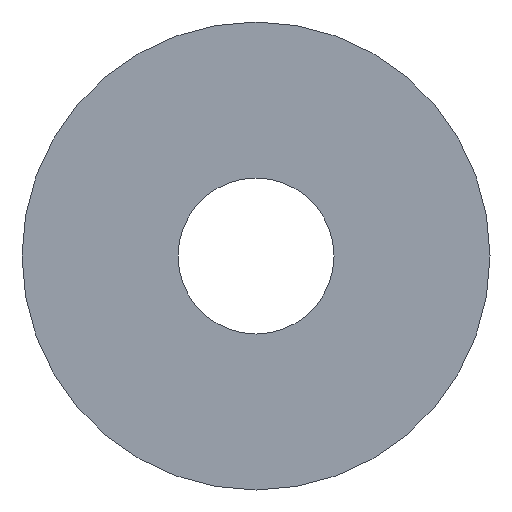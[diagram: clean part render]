
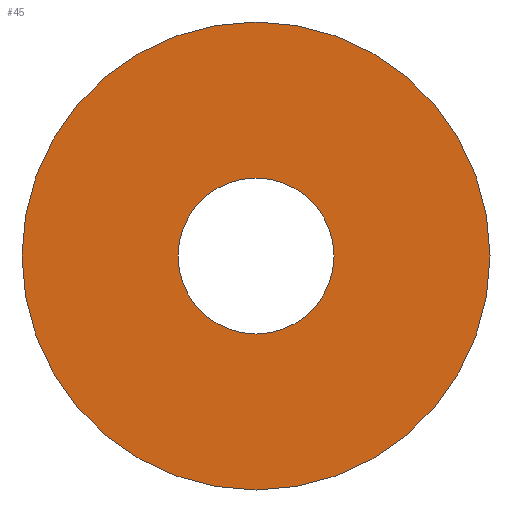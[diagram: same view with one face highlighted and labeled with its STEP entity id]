
A CAD part, front view. The second image highlights one B-rep face of the part: STEP entity #45.
In plain terms, the highlighted planar face has unit normal (0, -1, 0).
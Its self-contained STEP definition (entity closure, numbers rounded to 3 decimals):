
#5 = EDGE_CURVE ( 'NONE', #69, #18, #40, .T. ) ;
#6 = CARTESIAN_POINT ( 'NONE',  ( 0., 0., -6. ) ) ;
#13 = EDGE_LOOP ( 'NONE', ( #187, #65 ) ) ;
#18 = VERTEX_POINT ( 'NONE', #184 ) ;
#20 = DIRECTION ( 'NONE',  ( 0., 1., 0. ) ) ;
#21 = CIRCLE ( 'NONE', #154, 2. ) ;
#28 = CARTESIAN_POINT ( 'NONE',  ( 0., 0., 0. ) ) ;
#30 = DIRECTION ( 'NONE',  ( 0., 1., 0. ) ) ;
#36 = FACE_BOUND ( 'NONE', #13, .T. ) ;
#38 = DIRECTION ( 'NONE',  ( 0., 0., 1. ) ) ;
#40 = CIRCLE ( 'NONE', #112, 2. ) ;
#45 = ADVANCED_FACE ( 'NONE', ( #174, #36 ), #214, .F. ) ;
#51 = ORIENTED_EDGE ( 'NONE', *, *, #151, .F. ) ;
#54 = CARTESIAN_POINT ( 'NONE',  ( 0., 0., 0. ) ) ;
#65 = ORIENTED_EDGE ( 'NONE', *, *, #92, .T. ) ;
#68 = CIRCLE ( 'NONE', #195, 6. ) ;
#69 = VERTEX_POINT ( 'NONE', #72 ) ;
#70 = CIRCLE ( 'NONE', #168, 6. ) ;
#72 = CARTESIAN_POINT ( 'NONE',  ( 0., 0., -2. ) ) ;
#78 = CARTESIAN_POINT ( 'NONE',  ( 0., 0., 0. ) ) ;
#85 = VERTEX_POINT ( 'NONE', #88 ) ;
#88 = CARTESIAN_POINT ( 'NONE',  ( 0., 0., 6. ) ) ;
#92 = EDGE_CURVE ( 'NONE', #18, #69, #21, .T. ) ;
#107 = DIRECTION ( 'NONE',  ( 0., 0., 1. ) ) ;
#109 = EDGE_CURVE ( 'NONE', #206, #85, #68, .T. ) ;
#112 = AXIS2_PLACEMENT_3D ( 'NONE', #131, #20, #107 ) ;
#115 = EDGE_LOOP ( 'NONE', ( #120, #51 ) ) ;
#116 = DIRECTION ( 'NONE',  ( 0., 1., 0. ) ) ;
#120 = ORIENTED_EDGE ( 'NONE', *, *, #109, .F. ) ;
#131 = CARTESIAN_POINT ( 'NONE',  ( 0., 0., 0. ) ) ;
#141 = DIRECTION ( 'NONE',  ( 0., 0., 1. ) ) ;
#151 = EDGE_CURVE ( 'NONE', #85, #206, #70, .T. ) ;
#154 = AXIS2_PLACEMENT_3D ( 'NONE', #78, #116, #192 ) ;
#168 = AXIS2_PLACEMENT_3D ( 'NONE', #207, #30, #141 ) ;
#171 = DIRECTION ( 'NONE',  ( 0., 1., 0. ) ) ;
#174 = FACE_OUTER_BOUND ( 'NONE', #115, .T. ) ;
#175 = DIRECTION ( 'NONE',  ( 0., 0., 1. ) ) ;
#178 = DIRECTION ( 'NONE',  ( 0., 1., 0. ) ) ;
#182 = AXIS2_PLACEMENT_3D ( 'NONE', #54, #171, #38 ) ;
#184 = CARTESIAN_POINT ( 'NONE',  ( 0., 0., 2. ) ) ;
#187 = ORIENTED_EDGE ( 'NONE', *, *, #5, .T. ) ;
#192 = DIRECTION ( 'NONE',  ( 0., 0., 1. ) ) ;
#195 = AXIS2_PLACEMENT_3D ( 'NONE', #28, #178, #175 ) ;
#206 = VERTEX_POINT ( 'NONE', #6 ) ;
#207 = CARTESIAN_POINT ( 'NONE',  ( 0., 0., 0. ) ) ;
#214 = PLANE ( 'NONE',  #182 ) ;
